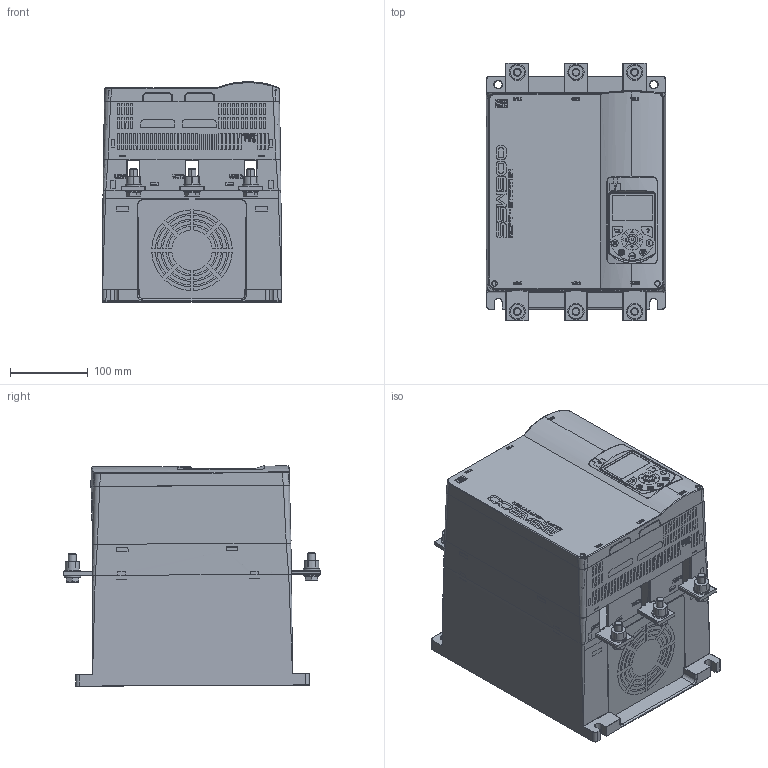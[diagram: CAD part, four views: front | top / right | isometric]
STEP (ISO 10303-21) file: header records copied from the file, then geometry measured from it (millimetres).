
FILE_DESCRIPTION (( 'STEP AP214' ), '1' );
FILE_NAME ('SSW900D0312T5E3B.STEP', '2024-09-11T13:12:50', ( '' ), ( '' ), 'SwSTEP 2.0', 'SolidWorks 2021', '' );
FILE_SCHEMA (( 'AUTOMOTIVE_DESIGN' ));
Length unit declared in the file: inch
Products named in the file (1): SSW900D0312T5E3B
Bounding box: 230.16 x 331.69 x 283.49 mm (x, y, z)
Volume: 2837714.3 mm3; surface area: 813351 mm2
Topology: 1 solids, 1 shells, 4211 faces, 11298 edges, 7430 vertices
Faces by surface type: plane 2804, bspline 608, cylinder 500, cone 283, torus 14, sphere 2
Entity records: 177289 total; most frequent: CARTESIAN_POINT 77666, ORIENTED_EDGE 22592, DIRECTION 17038, EDGE_CURVE 11296, LINE 7726, VECTOR 7726, VERTEX_POINT 7430, AXIS2_PLACEMENT_3D 4656
